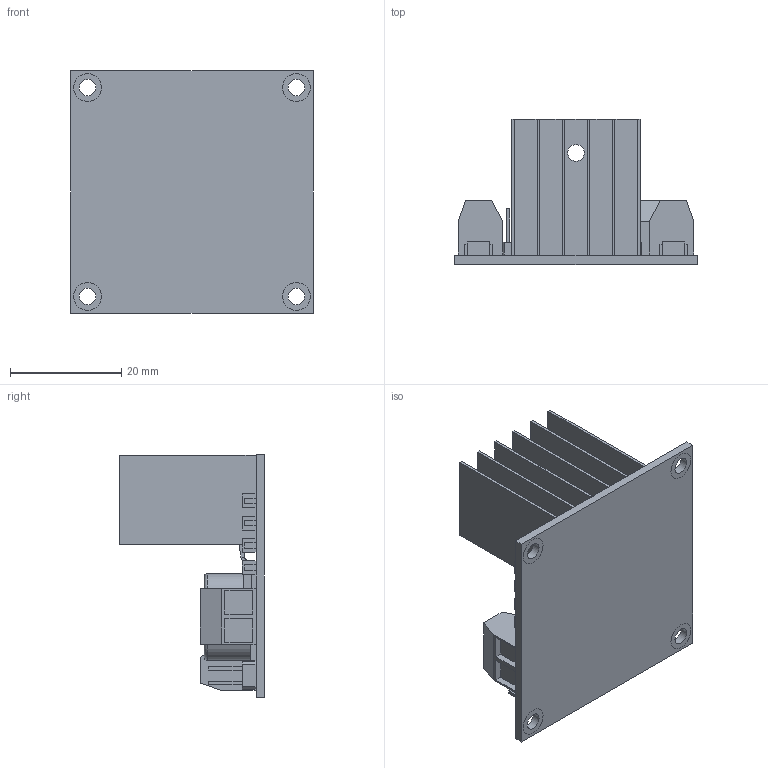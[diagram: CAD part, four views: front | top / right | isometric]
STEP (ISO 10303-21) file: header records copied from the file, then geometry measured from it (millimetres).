
FILE_DESCRIPTION(/* description */ ('STEP AP214'),/* implementation_level */ '2;1');
FILE_NAME(/* name */ 'L298N Motor Driver v1 v1.step',/* time_stamp */ '2025-08-09T16:16:35-03:00',/* author */ (''),/* organization */ (''),/* preprocessor_version */ 'ST-DEVELOPER v20.1',/* originating_system */ 'Autodesk Translation Framework v14.10.0.0',/* authorisation */ '');
FILE_SCHEMA (('AUTOMOTIVE_DESIGN { 1 0 10303 214 3 1 1 }'));
Length unit declared in the file: millimetre
Products named in the file (1): L298N Motor Driver
Bounding box: 43.5 x 26 x 43.5 mm (x, y, z)
Volume: 9347.6 mm3; surface area: 13781.3 mm2
Topology: 21 solids, 21 shells, 731 faces, 1715 edges, 1066 vertices
Faces by surface type: plane 653, cylinder 75, torus 2, cone 1
Full cylindrical faces by diameter (mm): 3 x5, 3.3 x7, 3.5 x1, 8 x2
Entity records: 21000 total; most frequent: CARTESIAN_POINT 3513, ORIENTED_EDGE 3430, DIRECTION 3345, EDGE_CURVE 1715, LINE 1549, VECTOR 1549, VERTEX_POINT 1066, AXIS2_PLACEMENT_3D 898
